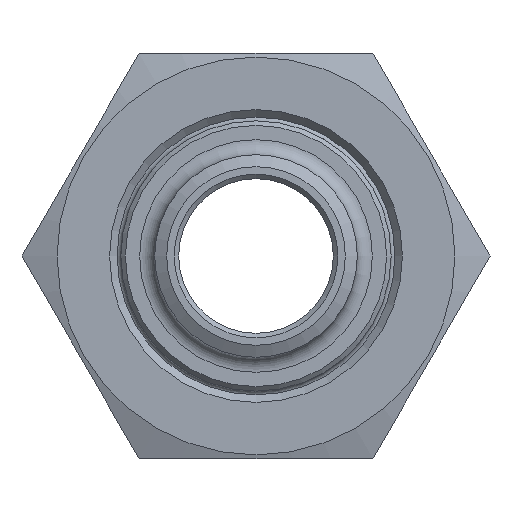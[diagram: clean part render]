
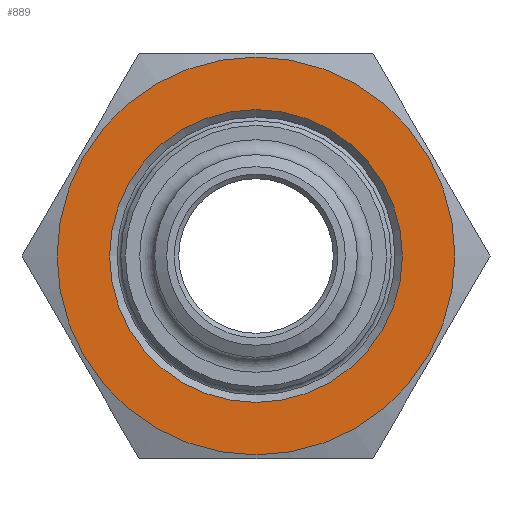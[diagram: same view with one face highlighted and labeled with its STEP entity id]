
A CAD part, left-side view. The second image highlights one B-rep face of the part: STEP entity #889.
In plain terms, the highlighted planar face has unit normal (-1, 0, 0).
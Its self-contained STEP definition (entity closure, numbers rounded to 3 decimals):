
#62=FACE_BOUND('',#177,.T.);
#78=PLANE('',#1029);
#117=FACE_OUTER_BOUND('',#176,.T.);
#176=EDGE_LOOP('',(#654));
#177=EDGE_LOOP('',(#655));
#319=CIRCLE('',#1019,13.25);
#320=CIRCLE('',#1024,9.75);
#404=VERTEX_POINT('',#1534);
#405=VERTEX_POINT('',#1545);
#493=EDGE_CURVE('',#404,#404,#319,.T.);
#498=EDGE_CURVE('',#405,#405,#320,.T.);
#654=ORIENTED_EDGE('',*,*,#493,.T.);
#655=ORIENTED_EDGE('',*,*,#498,.F.);
#889=ADVANCED_FACE('',(#117,#62),#78,.T.);
#1019=AXIS2_PLACEMENT_3D('',#1536,#1175,#1176);
#1024=AXIS2_PLACEMENT_3D('',#1546,#1189,#1190);
#1029=AXIS2_PLACEMENT_3D('',#1556,#1201,#1202);
#1175=DIRECTION('center_axis',(-1.,0.,0.));
#1176=DIRECTION('ref_axis',(0.,1.,0.));
#1189=DIRECTION('center_axis',(-1.,0.,0.));
#1190=DIRECTION('ref_axis',(0.,0.,-1.));
#1201=DIRECTION('center_axis',(-1.,0.,0.));
#1202=DIRECTION('ref_axis',(0.,0.,1.));
#1534=CARTESIAN_POINT('',(-14.5,-13.25,0.));
#1536=CARTESIAN_POINT('Origin',(-14.5,0.,0.));
#1545=CARTESIAN_POINT('',(-14.5,0.,9.75));
#1546=CARTESIAN_POINT('Origin',(-14.5,0.,0.));
#1556=CARTESIAN_POINT('Origin',(-14.5,0.,0.));
